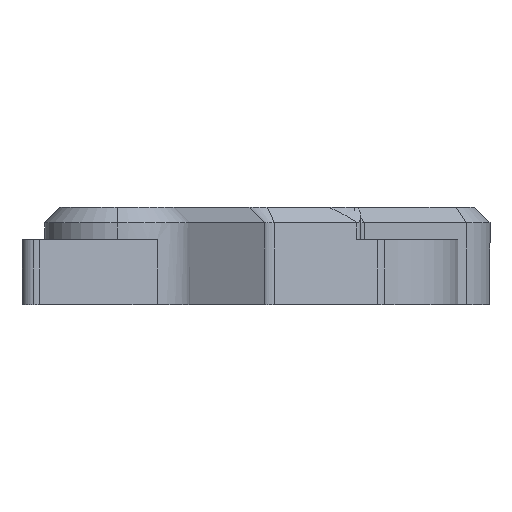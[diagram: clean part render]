
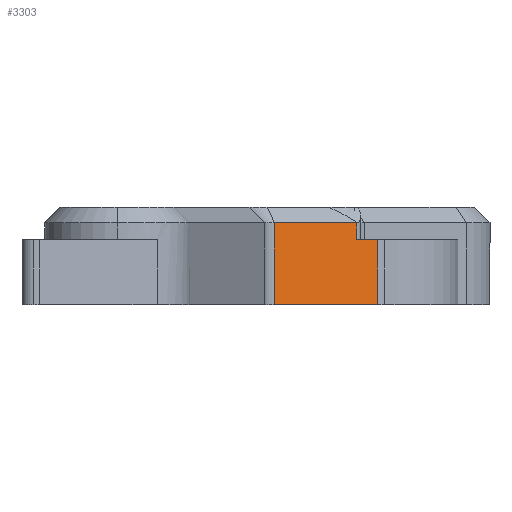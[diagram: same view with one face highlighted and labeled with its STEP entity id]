
A CAD part, left-side view. The second image highlights one B-rep face of the part: STEP entity #3303.
In plain terms, the highlighted planar face has unit normal (-0.877, -0.481, 0).
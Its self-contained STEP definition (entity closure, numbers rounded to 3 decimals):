
#80 = LINE ( 'NONE', #4380, #6173 ) ;
#245 = VECTOR ( 'NONE', #2356, 1000. ) ;
#294 = EDGE_CURVE ( 'NONE', #6307, #2325, #5737, .T. ) ;
#538 = CARTESIAN_POINT ( 'NONE',  ( -21.34, -9.979, 8.7 ) ) ;
#678 = LINE ( 'NONE', #1128, #3883 ) ;
#747 = CARTESIAN_POINT ( 'NONE',  ( -21.34, -9.979, -12.7 ) ) ;
#881 = DIRECTION ( 'NONE',  ( 0., 0., -1. ) ) ;
#1043 = DIRECTION ( 'NONE',  ( -0.481, 0.877, 0. ) ) ;
#1108 = EDGE_CURVE ( 'NONE', #2325, #4914, #5433, .T. ) ;
#1128 = CARTESIAN_POINT ( 'NONE',  ( -1.746, -45.669, 4.3 ) ) ;
#1167 = ORIENTED_EDGE ( 'NONE', *, *, #1108, .T. ) ;
#1446 = AXIS2_PLACEMENT_3D ( 'NONE', #4811, #3336, #3313 ) ;
#1569 = CARTESIAN_POINT ( 'NONE',  ( -9.531, -31.488, 8.7 ) ) ;
#1817 = ORIENTED_EDGE ( 'NONE', *, *, #294, .T. ) ;
#1840 = CARTESIAN_POINT ( 'NONE',  ( -6.534, -36.948, 12.7 ) ) ;
#1914 = DIRECTION ( 'NONE',  ( 0.481, -0.877, 0. ) ) ;
#1929 = VECTOR ( 'NONE', #5966, 1000. ) ;
#2066 = VECTOR ( 'NONE', #881, 1000. ) ;
#2169 = CARTESIAN_POINT ( 'NONE',  ( -6.534, -36.948, 4.3 ) ) ;
#2325 = VERTEX_POINT ( 'NONE', #1569 ) ;
#2356 = DIRECTION ( 'NONE',  ( 0., 0., -1. ) ) ;
#2383 = PLANE ( 'NONE',  #1446 ) ;
#2431 = VERTEX_POINT ( 'NONE', #2169 ) ;
#3301 = LINE ( 'NONE', #4271, #245 ) ;
#3303 = ADVANCED_FACE ( 'NONE', ( #3968 ), #2383, .F. ) ;
#3313 = DIRECTION ( 'NONE',  ( -0.481, 0.877, 0. ) ) ;
#3318 = EDGE_CURVE ( 'NONE', #3768, #5776, #80, .T. ) ;
#3336 = DIRECTION ( 'NONE',  ( 0.877, 0.481, 0. ) ) ;
#3437 = CARTESIAN_POINT ( 'NONE',  ( -9.531, -31.488, 4.3 ) ) ;
#3516 = CARTESIAN_POINT ( 'NONE',  ( -21.34, -9.979, 8.7 ) ) ;
#3768 = VERTEX_POINT ( 'NONE', #747 ) ;
#3777 = ORIENTED_EDGE ( 'NONE', *, *, #3318, .T. ) ;
#3882 = EDGE_CURVE ( 'NONE', #2431, #6307, #678, .T. ) ;
#3883 = VECTOR ( 'NONE', #1043, 1000. ) ;
#3968 = FACE_OUTER_BOUND ( 'NONE', #5288, .T. ) ;
#4121 = CARTESIAN_POINT ( 'NONE',  ( -6.534, -36.948, -12.7 ) ) ;
#4271 = CARTESIAN_POINT ( 'NONE',  ( -21.34, -9.979, 12.7 ) ) ;
#4353 = VECTOR ( 'NONE', #4478, 1000. ) ;
#4380 = CARTESIAN_POINT ( 'NONE',  ( -21.34, -9.979, -12.7 ) ) ;
#4472 = EDGE_CURVE ( 'NONE', #2431, #5776, #5120, .T. ) ;
#4478 = DIRECTION ( 'NONE',  ( -0.481, 0.877, 0. ) ) ;
#4560 = CARTESIAN_POINT ( 'NONE',  ( -9.531, -31.488, 12.7 ) ) ;
#4811 = CARTESIAN_POINT ( 'NONE',  ( -21.34, -9.979, 12.7 ) ) ;
#4914 = VERTEX_POINT ( 'NONE', #3516 ) ;
#5120 = LINE ( 'NONE', #1840, #2066 ) ;
#5147 = ORIENTED_EDGE ( 'NONE', *, *, #4472, .F. ) ;
#5153 = ORIENTED_EDGE ( 'NONE', *, *, #5356, .T. ) ;
#5288 = EDGE_LOOP ( 'NONE', ( #5709, #1817, #1167, #5153, #3777, #5147 ) ) ;
#5356 = EDGE_CURVE ( 'NONE', #4914, #3768, #3301, .T. ) ;
#5433 = LINE ( 'NONE', #538, #4353 ) ;
#5709 = ORIENTED_EDGE ( 'NONE', *, *, #3882, .T. ) ;
#5737 = LINE ( 'NONE', #4560, #1929 ) ;
#5776 = VERTEX_POINT ( 'NONE', #4121 ) ;
#5966 = DIRECTION ( 'NONE',  ( 0., 0., 1. ) ) ;
#6173 = VECTOR ( 'NONE', #1914, 1000. ) ;
#6307 = VERTEX_POINT ( 'NONE', #3437 ) ;
